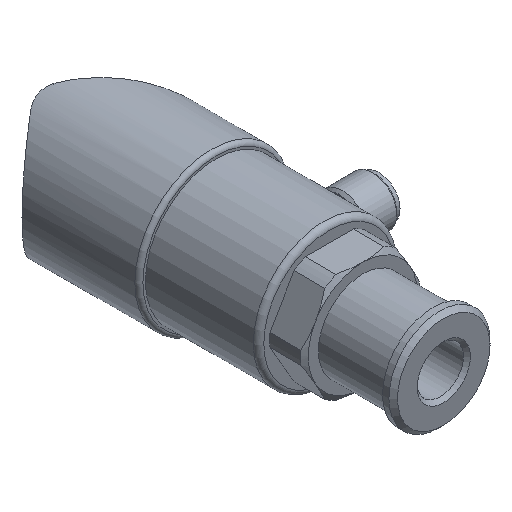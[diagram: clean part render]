
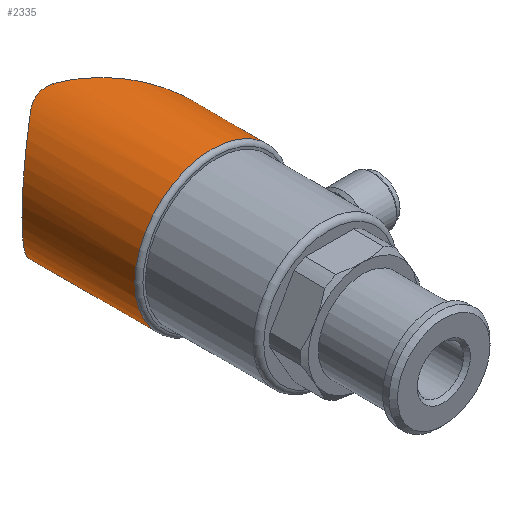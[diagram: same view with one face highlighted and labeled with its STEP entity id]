
A CAD part, isometric view. The second image highlights one B-rep face of the part: STEP entity #2335.
In plain terms, the highlighted cylindrical face has radius 19.1 mm (diameter 38.2 mm), a full revolution.
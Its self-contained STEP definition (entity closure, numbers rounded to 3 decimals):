
#31=ELLIPSE('',#2487,23.74,19.1);
#257=B_SPLINE_CURVE_WITH_KNOTS('',3,(#3324,#3325,#3326,#3327,#3328,#3329,
#3330,#3331,#3332,#3333,#3334,#3335,#3336,#3337,#3338,#3339,#3340,#3341,
#3342,#3343,#3344),.UNSPECIFIED.,.F.,.F.,(4,1,1,1,1,1,1,1,1,1,1,1,1,1,1,
1,1,1,4),(0.,0.005,0.01,0.016,
0.021,0.026,0.031,0.036,
0.042,0.047,0.049,0.052,
0.057,0.062,0.065,0.068,
0.073,0.078,0.083),.UNSPECIFIED.);
#272=B_SPLINE_CURVE_WITH_KNOTS('',3,(#3441,#3442,#3443,#3444,#3445),
 .UNSPECIFIED.,.F.,.F.,(4,1,4),(0.,0.003,0.007),
 .UNSPECIFIED.);
#273=B_SPLINE_CURVE_WITH_KNOTS('',3,(#3449,#3450,#3451,#3452,#3453),
 .UNSPECIFIED.,.F.,.F.,(4,1,4),(0.,0.003,
0.007),.UNSPECIFIED.);
#420=ORIENTED_EDGE('',*,*,#842,.F.);
#421=ORIENTED_EDGE('',*,*,#841,.T.);
#422=ORIENTED_EDGE('',*,*,#843,.F.);
#423=ORIENTED_EDGE('',*,*,#839,.T.);
#424=ORIENTED_EDGE('',*,*,#820,.T.);
#820=EDGE_CURVE('',#1028,#1027,#257,.T.);
#839=EDGE_CURVE('',#1041,#1028,#272,.T.);
#841=EDGE_CURVE('',#1027,#1042,#273,.T.);
#842=EDGE_CURVE('',#1043,#1043,#1135,.T.);
#843=EDGE_CURVE('',#1041,#1042,#31,.T.);
#1027=VERTEX_POINT('',#3323);
#1028=VERTEX_POINT('',#3345);
#1041=VERTEX_POINT('',#3446);
#1042=VERTEX_POINT('',#3448);
#1043=VERTEX_POINT('',#3456);
#1135=CIRCLE('',#2486,19.1);
#1204=EDGE_LOOP('',(#420));
#1205=EDGE_LOOP('',(#421,#422,#423,#424));
#1360=FACE_BOUND('',#1204,.T.);
#1361=FACE_BOUND('',#1205,.T.);
#1496=CYLINDRICAL_SURFACE('',#2485,19.1);
#2335=ADVANCED_FACE('',(#1360,#1361),#1496,.T.);
#2485=AXIS2_PLACEMENT_3D('',#3454,#2756,#2757);
#2486=AXIS2_PLACEMENT_3D('',#3455,#2758,#2759);
#2487=AXIS2_PLACEMENT_3D('',#3457,#2760,#2761);
#2756=DIRECTION('',(0.,-1.,0.));
#2757=DIRECTION('',(0.,0.,-1.));
#2758=DIRECTION('',(0.,-1.,0.));
#2759=DIRECTION('',(0.,0.,-1.));
#2760=DIRECTION('',(-0.594,0.805,0.));
#2761=DIRECTION('',(-0.805,-0.594,0.));
#3323=CARTESIAN_POINT('',(-4.87,91.522,18.469));
#3324=CARTESIAN_POINT('',(-4.87,91.522,-18.469));
#3325=CARTESIAN_POINT('',(-3.485,90.504,-18.834));
#3326=CARTESIAN_POINT('',(-0.745,88.42,-19.232));
#3327=CARTESIAN_POINT('',(3.332,85.101,-18.95));
#3328=CARTESIAN_POINT('',(7.176,81.755,-17.852));
#3329=CARTESIAN_POINT('',(10.776,78.415,-15.946));
#3330=CARTESIAN_POINT('',(13.963,75.274,-13.265));
#3331=CARTESIAN_POINT('',(16.671,72.459,-9.7));
#3332=CARTESIAN_POINT('',(18.606,70.353,-5.227));
#3333=CARTESIAN_POINT('',(19.347,69.523,0.01));
#3334=CARTESIAN_POINT('',(18.729,70.215,4.367));
#3335=CARTESIAN_POINT('',(17.621,71.425,7.5));
#3336=CARTESIAN_POINT('',(16.214,72.933,10.3));
#3337=CARTESIAN_POINT('',(13.949,75.288,13.28));
#3338=CARTESIAN_POINT('',(11.296,77.901,15.507));
#3339=CARTESIAN_POINT('',(8.951,80.108,16.913));
#3340=CARTESIAN_POINT('',(6.526,82.32,18.037));
#3341=CARTESIAN_POINT('',(3.28,85.145,18.96));
#3342=CARTESIAN_POINT('',(-0.745,88.419,19.228));
#3343=CARTESIAN_POINT('',(-3.484,90.503,18.834));
#3344=CARTESIAN_POINT('',(-4.87,91.522,18.469));
#3345=CARTESIAN_POINT('',(-4.87,91.522,-18.469));
#3441=CARTESIAN_POINT('',(-10.669,91.423,-15.842));
#3442=CARTESIAN_POINT('',(-9.866,92.015,-16.383));
#3443=CARTESIAN_POINT('',(-7.949,92.709,-17.485));
#3444=CARTESIAN_POINT('',(-5.787,92.152,-18.227));
#3445=CARTESIAN_POINT('',(-4.87,91.522,-18.469));
#3446=CARTESIAN_POINT('',(-10.669,91.423,-15.842));
#3448=CARTESIAN_POINT('',(-10.669,91.423,15.842));
#3449=CARTESIAN_POINT('',(-4.87,91.522,18.469));
#3450=CARTESIAN_POINT('',(-5.784,92.15,18.228));
#3451=CARTESIAN_POINT('',(-7.937,92.711,17.491));
#3452=CARTESIAN_POINT('',(-9.868,92.014,16.382));
#3453=CARTESIAN_POINT('',(-10.669,91.423,15.842));
#3454=CARTESIAN_POINT('',(0.,0.,0.));
#3455=CARTESIAN_POINT('',(0.,57.3,0.));
#3456=CARTESIAN_POINT('',(0.,57.3,-19.1));
#3457=CARTESIAN_POINT('',(0.,99.298,0.));
